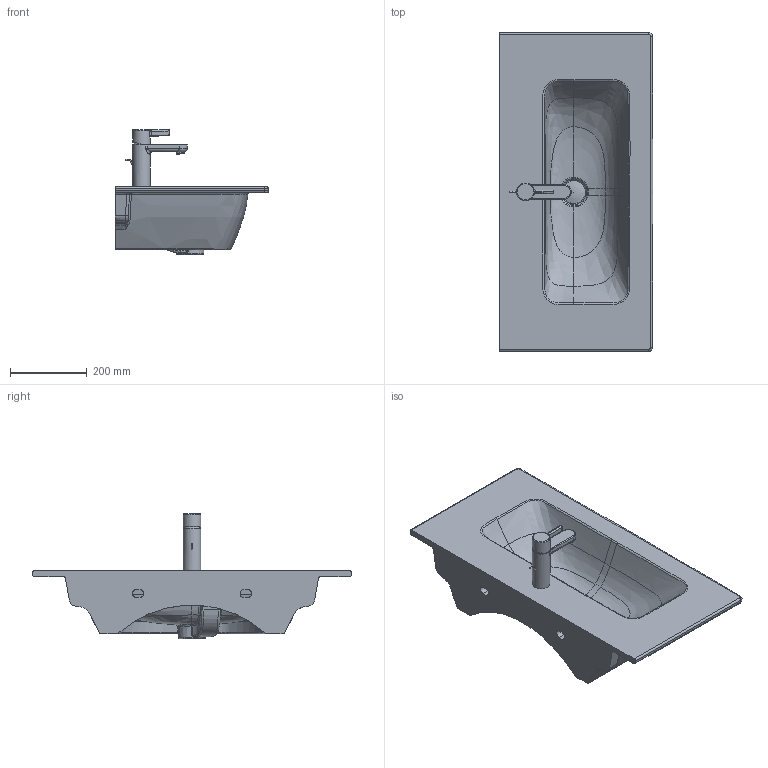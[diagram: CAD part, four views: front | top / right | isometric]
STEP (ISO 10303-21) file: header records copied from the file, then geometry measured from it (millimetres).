
FILE_DESCRIPTION((''),'2;1');
FILE_NAME('234283.stp','2017-07-31T15:34:40',('Administrator'),(''),'Autodesk Inventor 2011','Autodesk Inventor 2011','');
FILE_SCHEMA(('CONFIG_CONTROL_DESIGN'));
Length unit declared in the file: millimetre
Products named in the file (10): 234283; Armatur Durastyle Waschtisch; Fassung Sieb; Griff; Gehäuse; Hebel_Ventil; Gleitring; Kelch; Stopfen
Assembly tree (9 placements, depth 3):
  234283
    234283
    Armatur Durastyle Waschtisch
      Fassung Sieb
      Griff
      Gehäuse
      Hebel_Ventil
      Gleitring
    Kelch
    Stopfen
Bounding box: 399.32 x 829.68 x 325.56 mm (x, y, z)
Volume: 14575556.5 mm3; surface area: 1186595.7 mm2
Topology: 7 solids, 9 shells, 338 faces, 818 edges, 489 vertices
Faces by surface type: bspline 139, cylinder 89, plane 79, torus 16, sphere 11, cone 4
Full cylindrical faces by diameter (mm): 4 x2, 20.15 x1, 21.15 x1, 23.15 x1, 25 x1, 30 x2, 35 x1, 42 x1, 44 x1, 45.948 x1, 46 x2, 60 x1
Entity records: 65644 total; most frequent: CARTESIAN_POINT 58092, ORIENTED_EDGE 1542, DIRECTION 1231, EDGE_CURVE 773, AXIS2_PLACEMENT_3D 499, VERTEX_POINT 478, EDGE_LOOP 397, FACE_OUTER_BOUND 337
